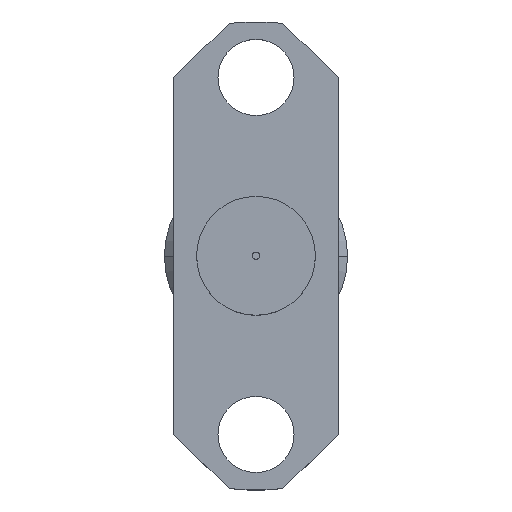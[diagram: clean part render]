
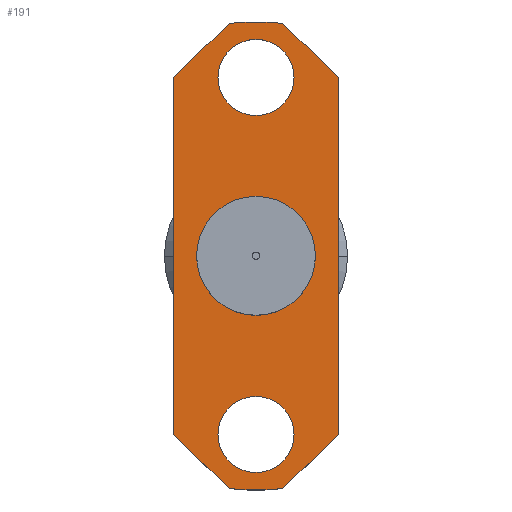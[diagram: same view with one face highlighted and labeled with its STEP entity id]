
A CAD part, top view. The second image highlights one B-rep face of the part: STEP entity #191.
In plain terms, the highlighted planar face has unit normal (0, 0, 1).
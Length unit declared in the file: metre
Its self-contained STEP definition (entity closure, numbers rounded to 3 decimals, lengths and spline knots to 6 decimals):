
#17 = AXIS2_PLACEMENT_3D ( 'NONE', #818, #282, #918 ) ;
#20 = VERTEX_POINT ( 'NONE', #811 ) ;
#22 = EDGE_CURVE ( 'NONE', #77, #1184, #1010, .T. ) ;
#40 = LINE ( 'NONE', #557, #999 ) ;
#56 = EDGE_LOOP ( 'NONE', ( #266, #1156 ) ) ;
#62 = VERTEX_POINT ( 'NONE', #1109 ) ;
#64 = EDGE_CURVE ( 'NONE', #885, #881, #955, .T. ) ;
#77 = VERTEX_POINT ( 'NONE', #272 ) ;
#84 = CIRCLE ( 'NONE', #429, 0.0013 ) ;
#100 = LINE ( 'NONE', #1102, #813 ) ;
#109 = CARTESIAN_POINT ( 'NONE',  ( 0., 0., 0. ) ) ;
#154 = LINE ( 'NONE', #1113, #1150 ) ;
#158 = EDGE_LOOP ( 'NONE', ( #778, #1067 ) ) ;
#162 = ORIENTED_EDGE ( 'NONE', *, *, #665, .F. ) ;
#171 = FACE_BOUND ( 'NONE', #158, .T. ) ;
#177 = VERTEX_POINT ( 'NONE', #482 ) ;
#178 = CARTESIAN_POINT ( 'NONE',  ( 0.0013, -0.0061, 0. ) ) ;
#183 = EDGE_CURVE ( 'NONE', #20, #973, #901, .T. ) ;
#184 = CARTESIAN_POINT ( 'NONE',  ( -0.002825, 0., 0. ) ) ;
#189 = CARTESIAN_POINT ( 'NONE',  ( 0., 0.00203, 0. ) ) ;
#191 = ADVANCED_FACE ( 'NONE', ( #867, #171, #200, #1084 ), #761, .F. ) ;
#200 = FACE_BOUND ( 'NONE', #1164, .T. ) ;
#215 = DIRECTION ( 'NONE',  ( 0., -1., 0. ) ) ;
#225 = CARTESIAN_POINT ( 'NONE',  ( -0.0013, 0.0061, 0. ) ) ;
#243 = ORIENTED_EDGE ( 'NONE', *, *, #461, .F. ) ;
#246 = ORIENTED_EDGE ( 'NONE', *, *, #716, .F. ) ;
#266 = ORIENTED_EDGE ( 'NONE', *, *, #853, .T. ) ;
#271 = DIRECTION ( 'NONE',  ( 0., 0., -1. ) ) ;
#272 = CARTESIAN_POINT ( 'NONE',  ( -0.000912, 0.007948, 0. ) ) ;
#282 = DIRECTION ( 'NONE',  ( 0., 0., -1. ) ) ;
#289 = CARTESIAN_POINT ( 'NONE',  ( 0., 0., 0. ) ) ;
#311 = VERTEX_POINT ( 'NONE', #1135 ) ;
#341 = CARTESIAN_POINT ( 'NONE',  ( 0.002825, -0.0061, 0. ) ) ;
#345 = DIRECTION ( 'NONE',  ( 0., 0., 1. ) ) ;
#348 = VERTEX_POINT ( 'NONE', #695 ) ;
#352 = DIRECTION ( 'NONE',  ( 0., 0., 1. ) ) ;
#353 = AXIS2_PLACEMENT_3D ( 'NONE', #649, #668, #757 ) ;
#373 = LINE ( 'NONE', #341, #1065 ) ;
#381 = DIRECTION ( 'NONE',  ( -1., 0., 0. ) ) ;
#388 = DIRECTION ( 'NONE',  ( -0.719, -0.695, 0. ) ) ;
#391 = VECTOR ( 'NONE', #215, 1. ) ;
#399 = DIRECTION ( 'NONE',  ( 0., 0., -1. ) ) ;
#405 = EDGE_LOOP ( 'NONE', ( #162, #243, #1125, #246, #675, #1170, #586, #678 ) ) ;
#409 = AXIS2_PLACEMENT_3D ( 'NONE', #476, #1107, #555 ) ;
#422 = VECTOR ( 'NONE', #640, 1. ) ;
#429 = AXIS2_PLACEMENT_3D ( 'NONE', #891, #352, #986 ) ;
#437 = DIRECTION ( 'NONE',  ( -0.719, -0.695, 0. ) ) ;
#449 = AXIS2_PLACEMENT_3D ( 'NONE', #938, #399, #1028 ) ;
#461 = EDGE_CURVE ( 'NONE', #973, #462, #373, .T. ) ;
#462 = VERTEX_POINT ( 'NONE', #980 ) ;
#476 = CARTESIAN_POINT ( 'NONE',  ( 0., -0.0061, 0. ) ) ;
#482 = CARTESIAN_POINT ( 'NONE',  ( -0.002825, 0.0061, 0. ) ) ;
#486 = AXIS2_PLACEMENT_3D ( 'NONE', #886, #345, #982 ) ;
#496 = EDGE_CURVE ( 'NONE', #62, #1025, #1036, .T. ) ;
#520 = EDGE_CURVE ( 'NONE', #644, #311, #84, .T. ) ;
#526 = VERTEX_POINT ( 'NONE', #802 ) ;
#538 = CARTESIAN_POINT ( 'NONE',  ( 0., 0.0061, 0. ) ) ;
#555 = DIRECTION ( 'NONE',  ( 1., 0., 0. ) ) ;
#557 = CARTESIAN_POINT ( 'NONE',  ( -0.002825, -0.0061, 0. ) ) ;
#565 = DIRECTION ( 'NONE',  ( -1., 0., 0. ) ) ;
#579 = AXIS2_PLACEMENT_3D ( 'NONE', #289, #921, #381 ) ;
#586 = ORIENTED_EDGE ( 'NONE', *, *, #667, .F. ) ;
#630 = EDGE_CURVE ( 'NONE', #1025, #62, #1136, .T. ) ;
#631 = CIRCLE ( 'NONE', #17, 0.008 ) ;
#637 = DIRECTION ( 'NONE',  ( 1., 0., 0. ) ) ;
#640 = DIRECTION ( 'NONE',  ( 0., 1., 0. ) ) ;
#644 = VERTEX_POINT ( 'NONE', #178 ) ;
#649 = CARTESIAN_POINT ( 'NONE',  ( 0., 0., 0. ) ) ;
#665 = EDGE_CURVE ( 'NONE', #462, #526, #631, .T. ) ;
#667 = EDGE_CURVE ( 'NONE', #348, #177, #866, .T. ) ;
#668 = DIRECTION ( 'NONE',  ( 0., 0., -1. ) ) ;
#675 = ORIENTED_EDGE ( 'NONE', *, *, #22, .F. ) ;
#678 = ORIENTED_EDGE ( 'NONE', *, *, #814, .T. ) ;
#679 = ORIENTED_EDGE ( 'NONE', *, *, #789, .F. ) ;
#695 = CARTESIAN_POINT ( 'NONE',  ( -0.002825, -0.0061, 0. ) ) ;
#716 = EDGE_CURVE ( 'NONE', #1184, #20, #100, .T. ) ;
#755 = CARTESIAN_POINT ( 'NONE',  ( 0.002825, 0., 0. ) ) ;
#757 = DIRECTION ( 'NONE',  ( -1., 0., 0. ) ) ;
#761 = PLANE ( 'NONE',  #449 ) ;
#778 = ORIENTED_EDGE ( 'NONE', *, *, #496, .F. ) ;
#789 = EDGE_CURVE ( 'NONE', #311, #644, #1020, .T. ) ;
#802 = CARTESIAN_POINT ( 'NONE',  ( -0.000912, -0.007948, 0. ) ) ;
#811 = CARTESIAN_POINT ( 'NONE',  ( 0.002825, 0.0061, 0. ) ) ;
#813 = VECTOR ( 'NONE', #1188, 1. ) ;
#814 = EDGE_CURVE ( 'NONE', #348, #526, #40, .T. ) ;
#818 = CARTESIAN_POINT ( 'NONE',  ( 0., 0., 0. ) ) ;
#853 = EDGE_CURVE ( 'NONE', #881, #885, #937, .T. ) ;
#866 = LINE ( 'NONE', #184, #422 ) ;
#867 = FACE_OUTER_BOUND ( 'NONE', #405, .T. ) ;
#878 = CARTESIAN_POINT ( 'NONE',  ( 0.000912, 0.007948, 0. ) ) ;
#881 = VERTEX_POINT ( 'NONE', #1011 ) ;
#885 = VERTEX_POINT ( 'NONE', #189 ) ;
#886 = CARTESIAN_POINT ( 'NONE',  ( 0., 0.0061, 0. ) ) ;
#891 = CARTESIAN_POINT ( 'NONE',  ( 0., -0.0061, 0. ) ) ;
#901 = LINE ( 'NONE', #755, #391 ) ;
#918 = DIRECTION ( 'NONE',  ( -1., 0., 0. ) ) ;
#921 = DIRECTION ( 'NONE',  ( 0., 0., -1. ) ) ;
#923 = EDGE_CURVE ( 'NONE', #77, #177, #154, .T. ) ;
#935 = CARTESIAN_POINT ( 'NONE',  ( 0.002825, -0.0061, 0. ) ) ;
#937 = CIRCLE ( 'NONE', #579, 0.00203 ) ;
#938 = CARTESIAN_POINT ( 'NONE',  ( 0., 0., 0. ) ) ;
#955 = CIRCLE ( 'NONE', #1079, 0.00203 ) ;
#973 = VERTEX_POINT ( 'NONE', #935 ) ;
#980 = CARTESIAN_POINT ( 'NONE',  ( 0.000912, -0.007948, 0. ) ) ;
#982 = DIRECTION ( 'NONE',  ( 1., 0., 0. ) ) ;
#986 = DIRECTION ( 'NONE',  ( 1., 0., 0. ) ) ;
#999 = VECTOR ( 'NONE', #1205, 1. ) ;
#1000 = ORIENTED_EDGE ( 'NONE', *, *, #520, .F. ) ;
#1010 = CIRCLE ( 'NONE', #353, 0.008 ) ;
#1011 = CARTESIAN_POINT ( 'NONE',  ( 0., -0.00203, 0. ) ) ;
#1020 = CIRCLE ( 'NONE', #409, 0.0013 ) ;
#1025 = VERTEX_POINT ( 'NONE', #225 ) ;
#1028 = DIRECTION ( 'NONE',  ( -1., 0., 0. ) ) ;
#1036 = CIRCLE ( 'NONE', #486, 0.0013 ) ;
#1065 = VECTOR ( 'NONE', #437, 1. ) ;
#1067 = ORIENTED_EDGE ( 'NONE', *, *, #630, .F. ) ;
#1079 = AXIS2_PLACEMENT_3D ( 'NONE', #109, #271, #565 ) ;
#1084 = FACE_BOUND ( 'NONE', #56, .T. ) ;
#1091 = AXIS2_PLACEMENT_3D ( 'NONE', #538, #1179, #637 ) ;
#1102 = CARTESIAN_POINT ( 'NONE',  ( 0.000912, 0.007948, 0. ) ) ;
#1107 = DIRECTION ( 'NONE',  ( 0., 0., 1. ) ) ;
#1109 = CARTESIAN_POINT ( 'NONE',  ( 0.0013, 0.0061, 0. ) ) ;
#1113 = CARTESIAN_POINT ( 'NONE',  ( -0.000912, 0.007948, 0. ) ) ;
#1125 = ORIENTED_EDGE ( 'NONE', *, *, #183, .F. ) ;
#1135 = CARTESIAN_POINT ( 'NONE',  ( -0.0013, -0.0061, 0. ) ) ;
#1136 = CIRCLE ( 'NONE', #1091, 0.0013 ) ;
#1150 = VECTOR ( 'NONE', #388, 1. ) ;
#1156 = ORIENTED_EDGE ( 'NONE', *, *, #64, .T. ) ;
#1164 = EDGE_LOOP ( 'NONE', ( #1000, #679 ) ) ;
#1170 = ORIENTED_EDGE ( 'NONE', *, *, #923, .T. ) ;
#1179 = DIRECTION ( 'NONE',  ( 0., 0., 1. ) ) ;
#1184 = VERTEX_POINT ( 'NONE', #878 ) ;
#1188 = DIRECTION ( 'NONE',  ( 0.719, -0.695, 0. ) ) ;
#1205 = DIRECTION ( 'NONE',  ( 0.719, -0.695, 0. ) ) ;
